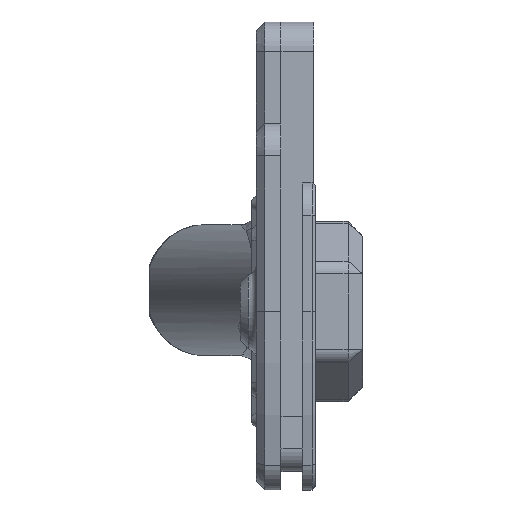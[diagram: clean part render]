
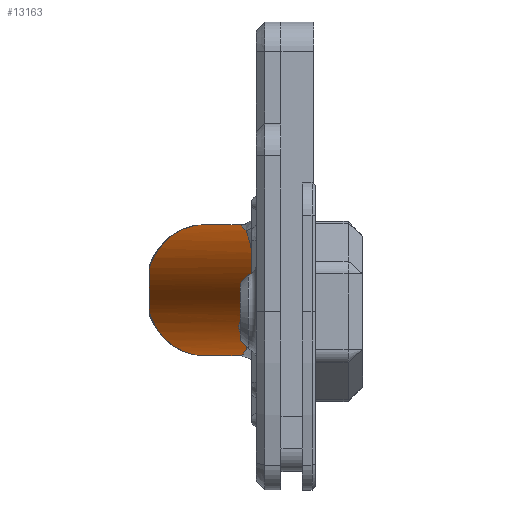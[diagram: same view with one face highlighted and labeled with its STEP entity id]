
A CAD part, left-side view. The second image highlights one B-rep face of the part: STEP entity #13163.
In plain terms, the highlighted cylindrical face has radius 8 mm (diameter 16 mm), a partial arc.
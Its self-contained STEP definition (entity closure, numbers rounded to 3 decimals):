
#567=ELLIPSE('',#14202,20.809,8.);
#569=ELLIPSE('',#14206,20.809,8.);
#570=ELLIPSE('',#14270,17.325,8.);
#611=CYLINDRICAL_SURFACE('',#14268,8.);
#1157=FACE_OUTER_BOUND('',#1927,.T.);
#1927=EDGE_LOOP('',(#10840,#10841,#10842,#10843,#10844,#10845,#10846,#10847));
#2340=B_SPLINE_CURVE_WITH_KNOTS('',3,(#22190,#22191,#22192,#22193,#22194,
#22195,#22196,#22197,#22198),.UNSPECIFIED.,.F.,.F.,(4,1,1,1,1,1,4),(-1.015,
-0.817,-0.718,-0.619,-0.52,
-0.421,-0.322),.UNSPECIFIED.);
#2731=CIRCLE('',#14269,8.);
#2732=CIRCLE('',#14271,8.);
#3612=LINE('',#22233,#4835);
#3669=LINE('',#22367,#4892);
#4835=VECTOR('',#16945,10.);
#4892=VECTOR('',#17108,10.);
#5921=VERTEX_POINT('',#21296);
#6135=VERTEX_POINT('',#21988);
#6139=VERTEX_POINT('',#22030);
#6142=VERTEX_POINT('',#22069);
#6150=VERTEX_POINT('',#22229);
#6174=VERTEX_POINT('',#22366);
#6175=VERTEX_POINT('',#22368);
#6176=VERTEX_POINT('',#22370);
#7739=EDGE_CURVE('',#6139,#6142,#567,.T.);
#7743=EDGE_CURVE('',#5921,#6135,#569,.T.);
#7745=EDGE_CURVE('',#6135,#6139,#2340,.T.);
#7756=EDGE_CURVE('',#6150,#6142,#3612,.T.);
#7824=EDGE_CURVE('',#6174,#5921,#3669,.T.);
#7825=EDGE_CURVE('',#6175,#6174,#2731,.T.);
#7826=EDGE_CURVE('',#6175,#6176,#570,.T.);
#7827=EDGE_CURVE('',#6150,#6176,#2732,.T.);
#10840=ORIENTED_EDGE('',*,*,#7743,.F.);
#10841=ORIENTED_EDGE('',*,*,#7824,.F.);
#10842=ORIENTED_EDGE('',*,*,#7825,.F.);
#10843=ORIENTED_EDGE('',*,*,#7826,.T.);
#10844=ORIENTED_EDGE('',*,*,#7827,.F.);
#10845=ORIENTED_EDGE('',*,*,#7756,.T.);
#10846=ORIENTED_EDGE('',*,*,#7739,.F.);
#10847=ORIENTED_EDGE('',*,*,#7745,.F.);
#13163=ADVANCED_FACE('',(#1157),#611,.T.);
#14202=AXIS2_PLACEMENT_3D('',#22071,#16913,#16914);
#14206=AXIS2_PLACEMENT_3D('',#22142,#16922,#16923);
#14268=AXIS2_PLACEMENT_3D('',#22365,#17106,#17107);
#14269=AXIS2_PLACEMENT_3D('',#22369,#17109,#17110);
#14270=AXIS2_PLACEMENT_3D('',#22371,#17111,#17112);
#14271=AXIS2_PLACEMENT_3D('',#22372,#17113,#17114);
#16913=DIRECTION('center_axis',(0.996,0.085,0.));
#16914=DIRECTION('ref_axis',(0.085,-0.996,0.));
#16922=DIRECTION('center_axis',(0.996,0.085,0.));
#16923=DIRECTION('ref_axis',(0.085,-0.996,0.));
#16945=DIRECTION('',(0.462,-0.887,0.));
#17106=DIRECTION('center_axis',(0.462,-0.887,0.));
#17107=DIRECTION('ref_axis',(0.,0.,
-1.));
#17108=DIRECTION('',(0.462,-0.887,0.));
#17109=DIRECTION('center_axis',(-0.462,0.887,0.));
#17110=DIRECTION('ref_axis',(-0.887,-0.462,0.));
#17111=DIRECTION('center_axis',(1.,0.,0.));
#17112=DIRECTION('ref_axis',(0.,1.,0.));
#17113=DIRECTION('center_axis',(-0.462,0.887,0.));
#17114=DIRECTION('ref_axis',(-0.887,-0.462,0.));
#21296=CARTESIAN_POINT('',(97.035,97.544,97.097));
#21988=CARTESIAN_POINT('',(98.548,79.856,84.923));
#22030=CARTESIAN_POINT('',(98.115,84.917,82.752));
#22069=CARTESIAN_POINT('',(97.035,97.544,81.097));
#22071=CARTESIAN_POINT('Origin',(97.035,97.544,89.097));
#22142=CARTESIAN_POINT('Origin',(97.035,97.544,89.097));
#22190=CARTESIAN_POINT('Ctrl Pts',(98.548,79.856,84.923));
#22191=CARTESIAN_POINT('Ctrl Pts',(98.14,80.323,85.163));
#22192=CARTESIAN_POINT('Ctrl Pts',(97.584,81.146,85.382));
#22193=CARTESIAN_POINT('Ctrl Pts',(97.047,82.355,85.226));
#22194=CARTESIAN_POINT('Ctrl Pts',(96.817,83.266,84.847));
#22195=CARTESIAN_POINT('Ctrl Pts',(96.89,84.08,84.195));
#22196=CARTESIAN_POINT('Ctrl Pts',(97.36,84.638,83.421));
#22197=CARTESIAN_POINT('Ctrl Pts',(97.849,84.841,82.961));
#22198=CARTESIAN_POINT('Ctrl Pts',(98.115,84.917,82.752));
#22229=CARTESIAN_POINT('',(92.601,106.061,81.097));
#22233=CARTESIAN_POINT('',(85.675,119.366,81.097));
#22365=CARTESIAN_POINT('Origin',(85.675,119.366,89.097));
#22366=CARTESIAN_POINT('',(92.601,106.061,97.097));
#22367=CARTESIAN_POINT('',(85.675,119.366,97.097));
#22368=CARTESIAN_POINT('',(85.93,102.589,91.825));
#22369=CARTESIAN_POINT('Origin',(92.601,106.061,89.097));
#22370=CARTESIAN_POINT('',(85.93,102.589,86.37));
#22371=CARTESIAN_POINT('Origin',(85.93,118.876,89.097));
#22372=CARTESIAN_POINT('Origin',(92.601,106.061,89.097));
